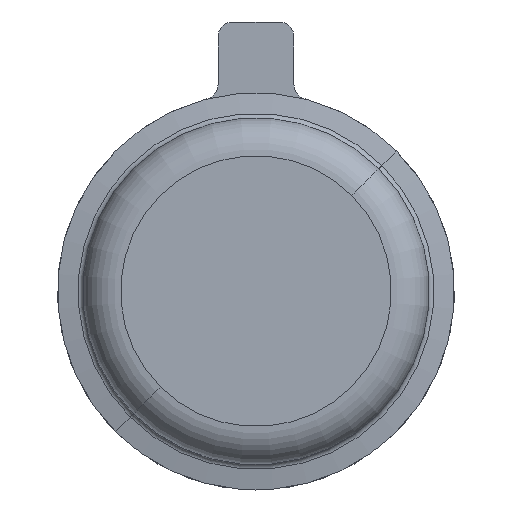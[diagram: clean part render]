
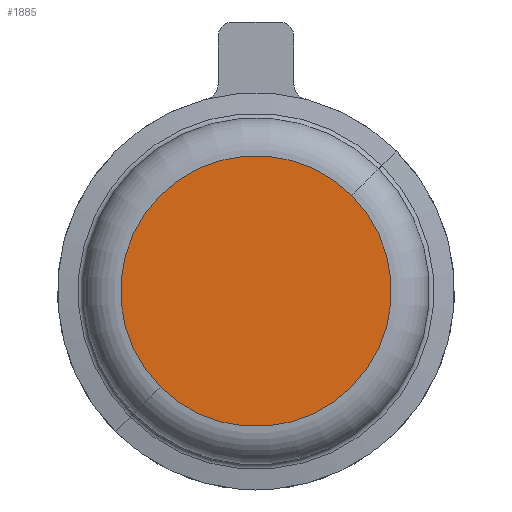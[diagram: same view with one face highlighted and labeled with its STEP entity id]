
A CAD part, top view. The second image highlights one B-rep face of the part: STEP entity #1885.
In plain terms, the highlighted face is planar.
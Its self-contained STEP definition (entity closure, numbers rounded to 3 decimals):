
#1592=CARTESIAN_POINT('',(0.,2.045,0.));
#1593=DIRECTION('',(0.,-1.,0.));
#1594=DIRECTION('',(-1.,0.,0.));
#1595=AXIS2_PLACEMENT_3D('',#1592,#1593,#1594);
#1600=CARTESIAN_POINT('',(0.,2.045,0.));
#1601=DIRECTION('',(0.,1.,0.));
#1602=DIRECTION('',(-1.,0.,0.));
#1603=AXIS2_PLACEMENT_3D('',#1600,#1601,#1602);
#1838=CARTESIAN_POINT('',(-1.854,2.045,0.));
#1840=VERTEX_POINT('',#1838);
#1854=CARTESIAN_POINT('',(1.854,2.045,0.));
#1856=VERTEX_POINT('',#1854);
#1874=CARTESIAN_POINT('',(0.,2.045,0.));
#1875=DIRECTION('',(0.,1.,0.));
#1876=DIRECTION('',(1.,0.,0.));
#1877=AXIS2_PLACEMENT_3D('',#1874,#1875,#1876);
#1878=PLANE('',#1877);
#1880=ORIENTED_EDGE('',*,*,#1879,.T.);
#1882=ORIENTED_EDGE('',*,*,#1881,.F.);
#1883=EDGE_LOOP('',(#1880,#1882));
#1884=FACE_OUTER_BOUND('',#1883,.F.);
#1596=CIRCLE('',#1595,1.854);
#1604=CIRCLE('',#1603,1.854);
#1879=EDGE_CURVE('',#1840,#1856,#1596,.T.);
#1881=EDGE_CURVE('',#1840,#1856,#1604,.T.);
#1885=ADVANCED_FACE('',(#1884),#1878,.T.);
